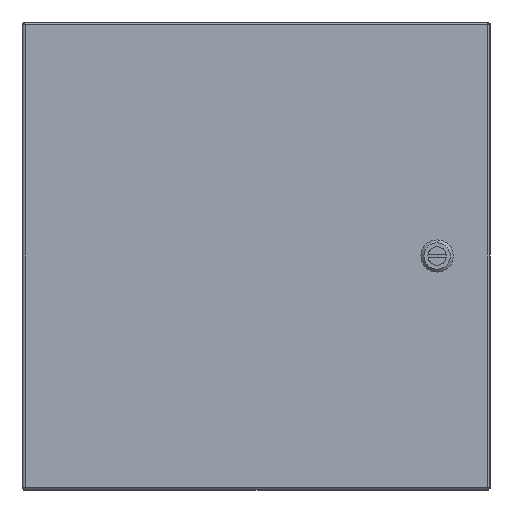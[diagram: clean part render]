
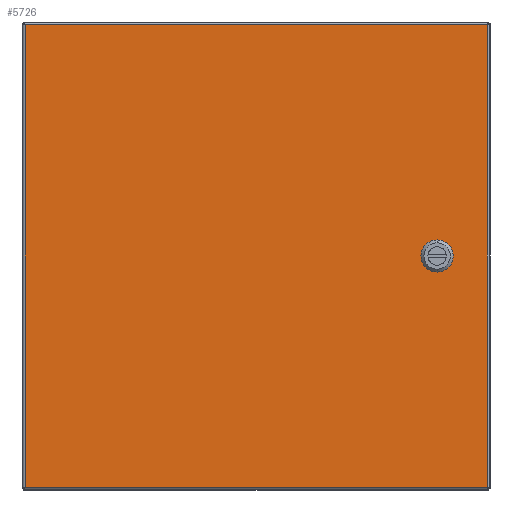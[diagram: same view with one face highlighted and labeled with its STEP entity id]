
A CAD part, front view. The second image highlights one B-rep face of the part: STEP entity #5726.
In plain terms, the highlighted planar face has unit normal (0, -1, 0).
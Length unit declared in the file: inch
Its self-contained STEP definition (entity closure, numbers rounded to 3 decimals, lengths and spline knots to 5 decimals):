
#68 = PLANE ( 'NONE',  #3063 ) ;
#691 = CARTESIAN_POINT ( 'NONE',  ( 6.5865, -10.822, -0.231 ) ) ;
#948 = CARTESIAN_POINT ( 'NONE',  ( 7.901, -10.822, 7.8985 ) ) ;
#1052 = EDGE_CURVE ( 'NONE', #18114, #12837, #6793, .T. ) ;
#1515 = CARTESIAN_POINT ( 'NONE',  ( -7.896, -10.822, -7.8985 ) ) ;
#2082 = VERTEX_POINT ( 'NONE', #19615 ) ;
#2442 = CARTESIAN_POINT ( 'NONE',  ( 6.422, -10.822, 0.3955 ) ) ;
#2461 = CARTESIAN_POINT ( 'NONE',  ( 5.7955, -10.822, 0.231 ) ) ;
#2636 = EDGE_CURVE ( 'NONE', #20128, #6141, #20981, .T. ) ;
#2745 = LINE ( 'NONE', #6398, #16617 ) ;
#3063 = AXIS2_PLACEMENT_3D ( 'NONE', #21748, #6852, #8543 ) ;
#3169 = CARTESIAN_POINT ( 'NONE',  ( 6.422, -10.822, -0.3955 ) ) ;
#3291 = FACE_OUTER_BOUND ( 'NONE', #16966, .T. ) ;
#4196 = CARTESIAN_POINT ( 'NONE',  ( 5.7955, -10.822, 0.231 ) ) ;
#4472 = VERTEX_POINT ( 'NONE', #21890 ) ;
#4625 = DIRECTION ( 'NONE',  ( 1., 0., 0. ) ) ;
#4790 = VECTOR ( 'NONE', #20530, 39.37008 ) ;
#5224 = VECTOR ( 'NONE', #20349, 39.37008 ) ;
#5726 = ADVANCED_FACE ( 'NONE', ( #3291, #18439 ), #68, .T. ) ;
#5962 = ORIENTED_EDGE ( 'NONE', *, *, #14102, .T. ) ;
#6075 = LINE ( 'NONE', #4196, #11313 ) ;
#6091 = DIRECTION ( 'NONE',  ( 0.707, 0., -0.707 ) ) ;
#6104 = CARTESIAN_POINT ( 'NONE',  ( -7.896, -10.822, -7.8985 ) ) ;
#6141 = VERTEX_POINT ( 'NONE', #3169 ) ;
#6302 = LINE ( 'NONE', #1515, #11269 ) ;
#6398 = CARTESIAN_POINT ( 'NONE',  ( 6.5865, -10.822, -0.231 ) ) ;
#6773 = CARTESIAN_POINT ( 'NONE',  ( 7.901, -10.822, -7.8985 ) ) ;
#6793 = LINE ( 'NONE', #13578, #5224 ) ;
#6852 = DIRECTION ( 'NONE',  ( 0., -1., 0. ) ) ;
#6958 = LINE ( 'NONE', #13752, #4790 ) ;
#7120 = ORIENTED_EDGE ( 'NONE', *, *, #1052, .T. ) ;
#7299 = VECTOR ( 'NONE', #6091, 39.37008 ) ;
#7438 = LINE ( 'NONE', #20585, #8689 ) ;
#7454 = ORIENTED_EDGE ( 'NONE', *, *, #17782, .T. ) ;
#7557 = LINE ( 'NONE', #12223, #10575 ) ;
#7595 = ORIENTED_EDGE ( 'NONE', *, *, #17303, .T. ) ;
#7671 = CARTESIAN_POINT ( 'NONE',  ( 6.422, -10.822, 0.3955 ) ) ;
#7933 = EDGE_CURVE ( 'NONE', #6141, #2082, #6958, .T. ) ;
#8543 = DIRECTION ( 'NONE',  ( 0., 0., -1. ) ) ;
#8689 = VECTOR ( 'NONE', #20983, 39.37008 ) ;
#8818 = LINE ( 'NONE', #15928, #16198 ) ;
#8882 = VERTEX_POINT ( 'NONE', #20960 ) ;
#9072 = CARTESIAN_POINT ( 'NONE',  ( -7.896, -10.822, 7.8985 ) ) ;
#9076 = ORIENTED_EDGE ( 'NONE', *, *, #12236, .T. ) ;
#9336 = LINE ( 'NONE', #14231, #11858 ) ;
#9415 = EDGE_CURVE ( 'NONE', #18722, #19382, #8818, .T. ) ;
#9714 = ORIENTED_EDGE ( 'NONE', *, *, #20361, .T. ) ;
#10575 = VECTOR ( 'NONE', #19023, 39.37008 ) ;
#10636 = VERTEX_POINT ( 'NONE', #2442 ) ;
#11253 = EDGE_CURVE ( 'NONE', #16780, #10636, #18843, .T. ) ;
#11269 = VECTOR ( 'NONE', #4625, 39.37008 ) ;
#11313 = VECTOR ( 'NONE', #19442, 39.37008 ) ;
#11485 = EDGE_LOOP ( 'NONE', ( #9076, #9714, #13619, #16110, #7454, #18854, #21466, #7595 ) ) ;
#11725 = DIRECTION ( 'NONE',  ( 1., 0., 0. ) ) ;
#11858 = VECTOR ( 'NONE', #15913, 39.37008 ) ;
#12223 = CARTESIAN_POINT ( 'NONE',  ( 5.7955, -10.822, -0.231 ) ) ;
#12236 = EDGE_CURVE ( 'NONE', #4472, #19967, #6075, .T. ) ;
#12837 = VERTEX_POINT ( 'NONE', #6104 ) ;
#12998 = VECTOR ( 'NONE', #17771, 39.37008 ) ;
#13578 = CARTESIAN_POINT ( 'NONE',  ( -7.896, -10.822, -7.8985 ) ) ;
#13619 = ORIENTED_EDGE ( 'NONE', *, *, #11253, .T. ) ;
#13752 = CARTESIAN_POINT ( 'NONE',  ( 5.96, -10.822, -0.3955 ) ) ;
#13888 = ORIENTED_EDGE ( 'NONE', *, *, #16587, .T. ) ;
#14102 = EDGE_CURVE ( 'NONE', #19382, #18114, #7438, .T. ) ;
#14231 = CARTESIAN_POINT ( 'NONE',  ( 5.96, -10.822, 0.3955 ) ) ;
#14312 = CARTESIAN_POINT ( 'NONE',  ( 6.5865, -10.822, -0.231 ) ) ;
#15186 = VECTOR ( 'NONE', #11725, 39.37008 ) ;
#15560 = CARTESIAN_POINT ( 'NONE',  ( 5.96, -10.822, 0.3955 ) ) ;
#15913 = DIRECTION ( 'NONE',  ( 0.707, 0., 0.707 ) ) ;
#15928 = CARTESIAN_POINT ( 'NONE',  ( 7.901, -10.822, -7.8985 ) ) ;
#16110 = ORIENTED_EDGE ( 'NONE', *, *, #21678, .T. ) ;
#16198 = VECTOR ( 'NONE', #20797, 39.37008 ) ;
#16329 = DIRECTION ( 'NONE',  ( 0., 0., -1. ) ) ;
#16587 = EDGE_CURVE ( 'NONE', #12837, #18722, #6302, .T. ) ;
#16617 = VECTOR ( 'NONE', #16329, 39.37008 ) ;
#16780 = VERTEX_POINT ( 'NONE', #15560 ) ;
#16966 = EDGE_LOOP ( 'NONE', ( #20233, #5962, #7120, #13888 ) ) ;
#17303 = EDGE_CURVE ( 'NONE', #2082, #4472, #7557, .T. ) ;
#17771 = DIRECTION ( 'NONE',  ( -0.707, 0., -0.707 ) ) ;
#17782 = EDGE_CURVE ( 'NONE', #8882, #20128, #2745, .T. ) ;
#18114 = VERTEX_POINT ( 'NONE', #9072 ) ;
#18439 = FACE_BOUND ( 'NONE', #11485, .T. ) ;
#18722 = VERTEX_POINT ( 'NONE', #6773 ) ;
#18843 = LINE ( 'NONE', #21951, #15186 ) ;
#18854 = ORIENTED_EDGE ( 'NONE', *, *, #2636, .T. ) ;
#19023 = DIRECTION ( 'NONE',  ( -0.707, 0., 0.707 ) ) ;
#19382 = VERTEX_POINT ( 'NONE', #948 ) ;
#19442 = DIRECTION ( 'NONE',  ( 0., 0., 1. ) ) ;
#19615 = CARTESIAN_POINT ( 'NONE',  ( 5.96, -10.822, -0.3955 ) ) ;
#19967 = VERTEX_POINT ( 'NONE', #2461 ) ;
#20128 = VERTEX_POINT ( 'NONE', #691 ) ;
#20233 = ORIENTED_EDGE ( 'NONE', *, *, #9415, .T. ) ;
#20349 = DIRECTION ( 'NONE',  ( 0., 0., -1. ) ) ;
#20361 = EDGE_CURVE ( 'NONE', #19967, #16780, #9336, .T. ) ;
#20530 = DIRECTION ( 'NONE',  ( -1., 0., 0. ) ) ;
#20585 = CARTESIAN_POINT ( 'NONE',  ( -7.896, -10.822, 7.8985 ) ) ;
#20797 = DIRECTION ( 'NONE',  ( 0., 0., 1. ) ) ;
#20960 = CARTESIAN_POINT ( 'NONE',  ( 6.5865, -10.822, 0.231 ) ) ;
#20981 = LINE ( 'NONE', #14312, #12998 ) ;
#20983 = DIRECTION ( 'NONE',  ( -1., 0., 0. ) ) ;
#21343 = LINE ( 'NONE', #7671, #7299 ) ;
#21466 = ORIENTED_EDGE ( 'NONE', *, *, #7933, .T. ) ;
#21678 = EDGE_CURVE ( 'NONE', #10636, #8882, #21343, .T. ) ;
#21748 = CARTESIAN_POINT ( 'NONE',  ( -7.896, -10.822, -7.8985 ) ) ;
#21890 = CARTESIAN_POINT ( 'NONE',  ( 5.7955, -10.822, -0.231 ) ) ;
#21951 = CARTESIAN_POINT ( 'NONE',  ( 6.422, -10.822, 0.3955 ) ) ;
